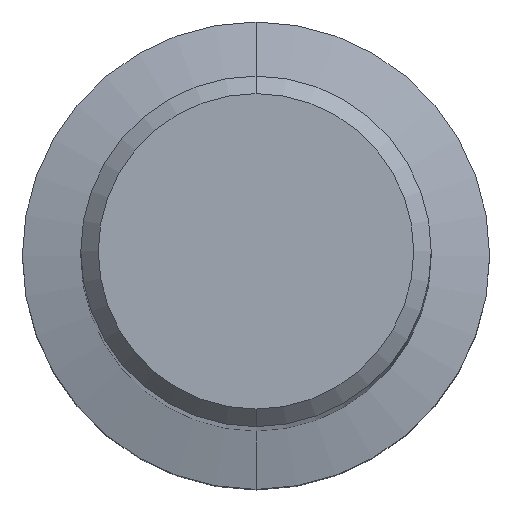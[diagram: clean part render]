
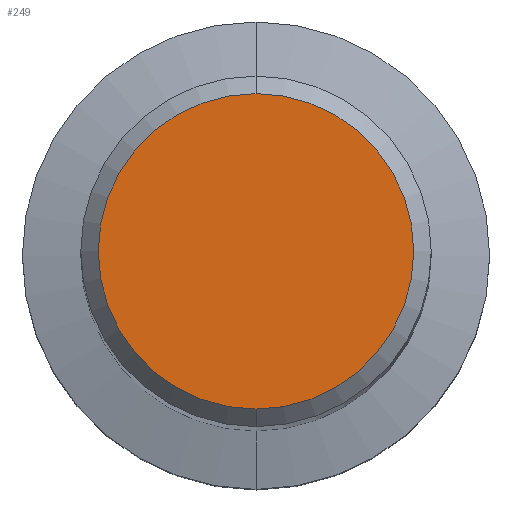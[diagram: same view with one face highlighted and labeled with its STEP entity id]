
A CAD part, top view. The second image highlights one B-rep face of the part: STEP entity #249.
In plain terms, the highlighted planar face has unit normal (0, 0, 1).
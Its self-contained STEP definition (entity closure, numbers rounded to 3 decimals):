
#249=ADVANCED_FACE('',(#610),#611,.T.);
#293=VERTEX_POINT('',#662);
#347=VERTEX_POINT('',#722);
#403=EDGE_CURVE('',#293,#347,#782,.T.);
#431=EDGE_CURVE('',#347,#293,#812,.T.);
#610=FACE_OUTER_BOUND('',#1033,.T.);
#611=PLANE('',#1034);
#662=CARTESIAN_POINT('',(0.,-5.4,0.0));
#722=CARTESIAN_POINT('',(0.0,5.4,0.0));
#782=CIRCLE('',#1372,5.4);
#812=CIRCLE('',#1417,5.4);
#1033=EDGE_LOOP('',(#1753,#1754));
#1034=AXIS2_PLACEMENT_3D('',#1755,#1756,#1757);
#1372=AXIS2_PLACEMENT_3D('',#1951,#1952,#1953);
#1417=AXIS2_PLACEMENT_3D('',#1988,#1989,#1990);
#1753=ORIENTED_EDGE('',*,*,#431,.F.);
#1754=ORIENTED_EDGE('',*,*,#403,.F.);
#1755=CARTESIAN_POINT('',(0.0,2.7,0.0));
#1756=DIRECTION('',(-0.0,0.0,1.0));
#1757=DIRECTION('',(0.0,-1.0,0.0));
#1951=CARTESIAN_POINT('',(0.0,0.0,0.0));
#1952=DIRECTION('',(0.0,0.0,-1.0));
#1953=DIRECTION('',(0.0,1.0,0.0));
#1988=CARTESIAN_POINT('',(0.0,0.0,0.0));
#1989=DIRECTION('',(0.0,0.0,-1.0));
#1990=DIRECTION('',(0.0,1.0,0.0));
